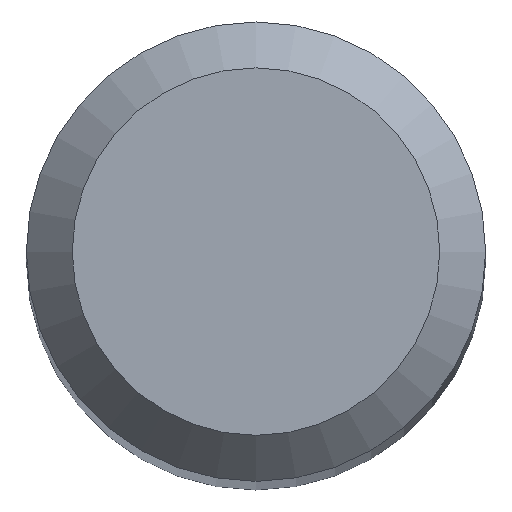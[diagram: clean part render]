
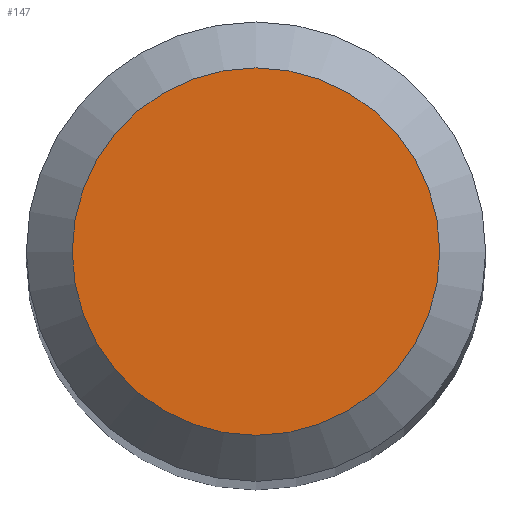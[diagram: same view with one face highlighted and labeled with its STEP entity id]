
A CAD part, top view. The second image highlights one B-rep face of the part: STEP entity #147.
In plain terms, the highlighted planar face has unit normal (0, 0, 1).
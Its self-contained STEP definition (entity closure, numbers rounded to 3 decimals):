
#7 = AXIS2_PLACEMENT_3D ( 'NONE', #176, #109, #127 ) ;
#18 = DIRECTION ( 'NONE',  ( 0., 1., 0. ) ) ;
#62 = PLANE ( 'NONE',  #7 ) ;
#66 = FACE_OUTER_BOUND ( 'NONE', #141, .T. ) ;
#99 = EDGE_CURVE ( 'NONE', #164, #164, #195, .T. ) ;
#107 = ORIENTED_EDGE ( 'NONE', *, *, #99, .F. ) ;
#109 = DIRECTION ( 'NONE',  ( 0., 0., -1. ) ) ;
#121 = AXIS2_PLACEMENT_3D ( 'NONE', #144, #192, #18 ) ;
#127 = DIRECTION ( 'NONE',  ( 0., 1., 0. ) ) ;
#141 = EDGE_LOOP ( 'NONE', ( #107 ) ) ;
#144 = CARTESIAN_POINT ( 'NONE',  ( 0., 0., 38. ) ) ;
#147 = ADVANCED_FACE ( 'NONE', ( #66 ), #62, .F. ) ;
#163 = CARTESIAN_POINT ( 'NONE',  ( 0., 1.2, 38. ) ) ;
#164 = VERTEX_POINT ( 'NONE', #163 ) ;
#176 = CARTESIAN_POINT ( 'NONE',  ( 0., 0., 38. ) ) ;
#192 = DIRECTION ( 'NONE',  ( 0., 0., -1. ) ) ;
#195 = CIRCLE ( 'NONE', #121, 1.2 ) ;
